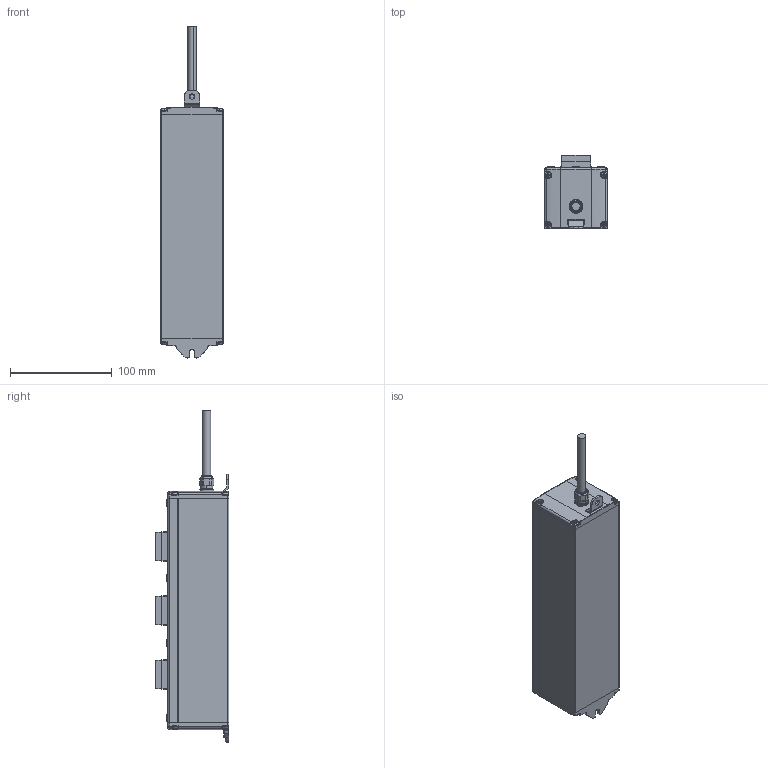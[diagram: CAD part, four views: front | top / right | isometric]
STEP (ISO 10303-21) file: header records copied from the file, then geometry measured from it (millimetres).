
FILE_DESCRIPTION (( 'STEP AP203' ), '1' );
FILE_NAME ('R6C-303-STP.step', '2025-02-25T09:15:53', ( '' ), ( '' ), 'SwSTEP 2.0', 'SolidWorks 2020', '' );
FILE_SCHEMA (( 'CONFIG_CONTROL_DESIGN' ));
Length unit declared in the file: millimetre
Products named in the file (1): R6C-303-STP
Bounding box: 62 x 72.4 x 327 mm (x, y, z)
Volume: 329798.9 mm3; surface area: 163737.1 mm2
Topology: 33 solids, 33 shells, 1310 faces, 3200 edges, 2008 vertices
Faces by surface type: plane 647, cylinder 340, torus 160, cone 75, bspline 72, sphere 16
Entity records: 41445 total; most frequent: CARTESIAN_POINT 10730, DIRECTION 6412, ORIENTED_EDGE 6392, EDGE_CURVE 3196, AXIS2_PLACEMENT_3D 2374, VERTEX_POINT 2008, VECTOR 1664, LINE 1664
